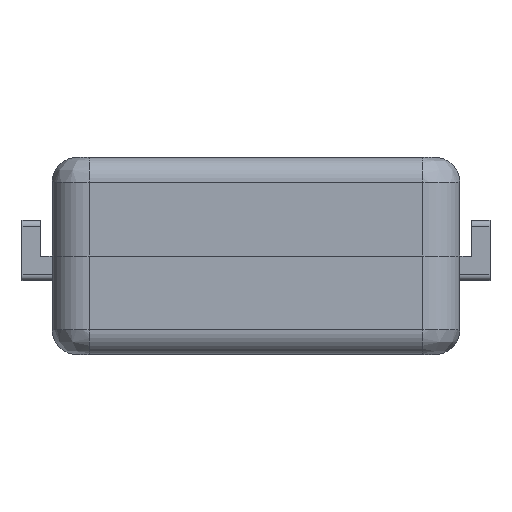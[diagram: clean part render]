
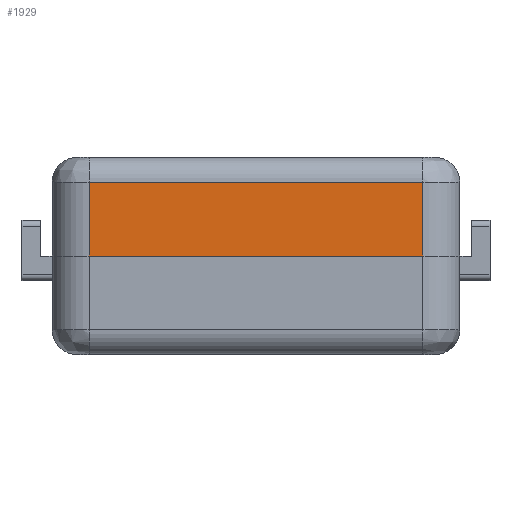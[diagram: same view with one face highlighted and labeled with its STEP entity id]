
A CAD part, front view. The second image highlights one B-rep face of the part: STEP entity #1929.
In plain terms, the highlighted planar face has unit normal (0, -1, 0).
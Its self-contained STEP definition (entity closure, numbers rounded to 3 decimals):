
#1929 = ADVANCED_FACE( '', ( #3960 ), #3961, .F. );
#3960 = FACE_OUTER_BOUND( '', #6255, .T. );
#3961 = PLANE( '', #6256 );
#6255 = EDGE_LOOP( '', ( #12484, #12485, #12486, #12487 ) );
#6256 = AXIS2_PLACEMENT_3D( '', #12488, #12489, #12490 );
#12484 = ORIENTED_EDGE( '', *, *, #15240, .F. );
#12485 = ORIENTED_EDGE( '', *, *, #14865, .T. );
#12486 = ORIENTED_EDGE( '', *, *, #16727, .T. );
#12487 = ORIENTED_EDGE( '', *, *, #15473, .T. );
#12488 = CARTESIAN_POINT( '', ( -16.55, -42.25, 8. ) );
#12489 = DIRECTION( '', ( 0., 1., 0. ) );
#12490 = DIRECTION( '', ( 0., 0., 1. ) );
#14865 = EDGE_CURVE( '', #18542, #18432, #18545, .T. );
#15240 = EDGE_CURVE( '', #18542, #19165, #19166, .T. );
#15473 = EDGE_CURVE( '', #18188, #19165, #19529, .F. );
#16727 = EDGE_CURVE( '', #18432, #18188, #21230, .T. );
#18188 = VERTEX_POINT( '', #24907 );
#18432 = VERTEX_POINT( '', #25335 );
#18542 = VERTEX_POINT( '', #25512 );
#18545 = LINE( '', #25516, #25517 );
#19165 = VERTEX_POINT( '', #26522 );
#19166 = LINE( '', #26523, #26524 );
#19529 = LINE( '', #27085, #27086 );
#21230 = LINE( '', #30134, #30135 );
#24907 = CARTESIAN_POINT( '', ( 13.55, -42.25, 2. ) );
#25335 = CARTESIAN_POINT( '', ( -13.55, -42.25, 2. ) );
#25512 = CARTESIAN_POINT( '', ( -13.55, -42.25, 8. ) );
#25516 = CARTESIAN_POINT( '', ( -13.55, -42.25, 8. ) );
#25517 = VECTOR( '', #31628, 1000. );
#26522 = CARTESIAN_POINT( '', ( 13.55, -42.25, 8. ) );
#26523 = CARTESIAN_POINT( '', ( -16.55, -42.25, 8. ) );
#26524 = VECTOR( '', #31949, 1000. );
#27085 = CARTESIAN_POINT( '', ( 13.55, -42.25, 8. ) );
#27086 = VECTOR( '', #32143, 1000. );
#30134 = CARTESIAN_POINT( '', ( -16.55, -42.25, 2. ) );
#30135 = VECTOR( '', #32972, 1000. );
#31628 = DIRECTION( '', ( 0., 0., -1. ) );
#31949 = DIRECTION( '', ( 1., 0., 0. ) );
#32143 = DIRECTION( '', ( 0., 0., -1. ) );
#32972 = DIRECTION( '', ( 1., 0., 0. ) );
